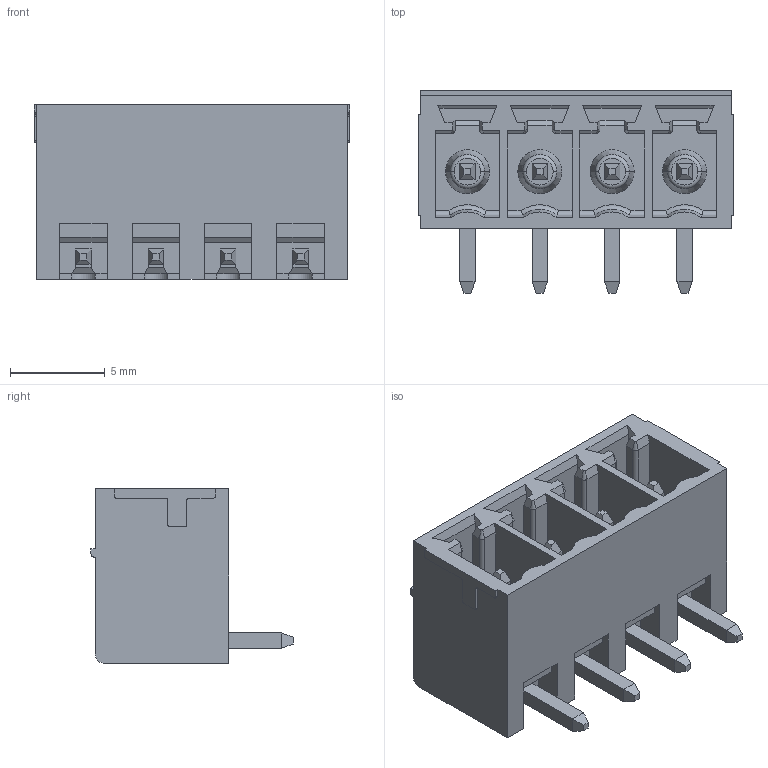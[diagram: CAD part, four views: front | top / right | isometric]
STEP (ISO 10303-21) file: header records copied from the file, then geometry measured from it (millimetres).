
FILE_DESCRIPTION (( 'STEP AP214' ), '1' );
FILE_NAME ('1803293.STEP', '2018-10-05T11:11:45', ( '' ), ( '' ), 'SwSTEP 2.0', 'SolidWorks 2017', '' );
FILE_SCHEMA (( 'AUTOMOTIVE_DESIGN' ));
Length unit declared in the file: millimetre
Products named in the file (1): 1803293
Bounding box: 16.63 x 10.65 x 9.2 mm (x, y, z)
Volume: 566.6 mm3; surface area: 1541.4 mm2
Topology: 5 solids, 5 shells, 379 faces, 955 edges, 594 vertices
Faces by surface type: plane 277, cylinder 62, cone 28, torus 12
Entity records: 11235 total; most frequent: CARTESIAN_POINT 1993, ORIENTED_EDGE 1910, DIRECTION 1871, EDGE_CURVE 955, LINE 767, VECTOR 767, VERTEX_POINT 594, AXIS2_PLACEMENT_3D 552
